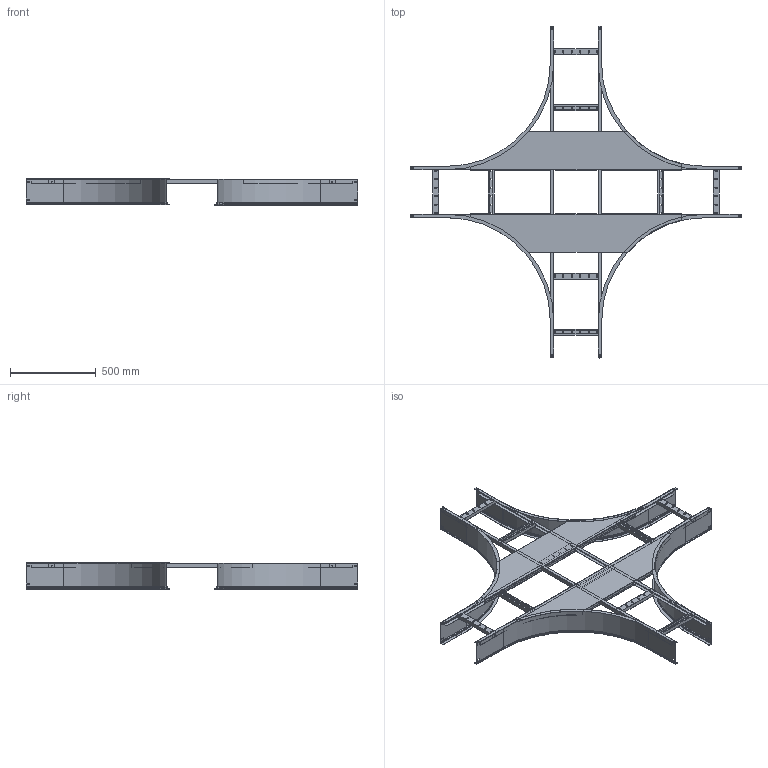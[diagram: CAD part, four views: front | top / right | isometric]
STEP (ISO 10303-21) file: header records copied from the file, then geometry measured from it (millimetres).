
FILE_DESCRIPTION (( 'STEP AP214' ), '1' );
FILE_NAME ('EAKR05-4--16 (150x300).STEP', '2021-03-08T07:53:14', ( '' ), ( '' ), 'SwSTEP 2.0', 'SolidWorks 2017', '' );
FILE_SCHEMA (( 'AUTOMOTIVE_DESIGN' ));
Length unit declared in the file: millimetre
Products named in the file (8): 岓臍 195.02.20 冓憵 600-00_-01 (300); 岓臍 195.02.10 捘 冓憵-00_-01 (1874); ÊÈÂÀ 195.01.03_Ïëàíêà ïîïåðå÷íàÿ-00_-01; ÊÈÂÀ 195.02.05 Ï-ïðîôèëü-00_668.2; EAKR05-4--16 (150x300); ÊÈÂÀ 195.02.04 Ï-ïðîôèëü-00_-01(1874); ÊÈÂÀ 195.02.01 Ëîíæåðîí áàçîâûé-00_-03 h150; 195.02.02_Ïëàñòèíà ñîåäèíèòåëüíàÿ-00_-01 (300)
Assembly tree (23 placements, depth 3):
  EAKR05-4--16 (150x300)
    岓臍 195.02.10 捘 冓憵-00_-01 (1874)
      ÊÈÂÀ 195.02.04 Ï-ïðîôèëü-00_-01(1874)  x2
      ÊÈÂÀ 195.01.03_Ïëàíêà ïîïåðå÷íàÿ-00_-01  x6
    ÊÈÂÀ 195.02.01 Ëîíæåðîí áàçîâûé-00_-03 h150  x4
    岓臍 195.02.20 冓憵 600-00_-01 (300)  x2
      ÊÈÂÀ 195.02.05 Ï-ïðîôèëü-00_668.2
      ÊÈÂÀ 195.01.03_Ïëàíêà ïîïåðå÷íàÿ-00_-01
    195.02.02_Ïëàñòèíà ñîåäèíèòåëüíàÿ-00_-01 (300)  x4
Bounding box: 1934 x 1934 x 151.48 mm (x, y, z)
Volume: 3132644.3 mm3; surface area: 5280608.6 mm2
Topology: 24 solids, 24 shells, 1512 faces, 3976 edges, 2512 vertices
Faces by surface type: plane 1120, cylinder 352, torus 24, cone 16
Entity records: 9654 total; most frequent: DIRECTION 1644, CARTESIAN_POINT 1614, ORIENTED_EDGE 1576, EDGE_CURVE 788, VECTOR 608, LINE 608, AXIS2_PLACEMENT_3D 518, VERTEX_POINT 488
